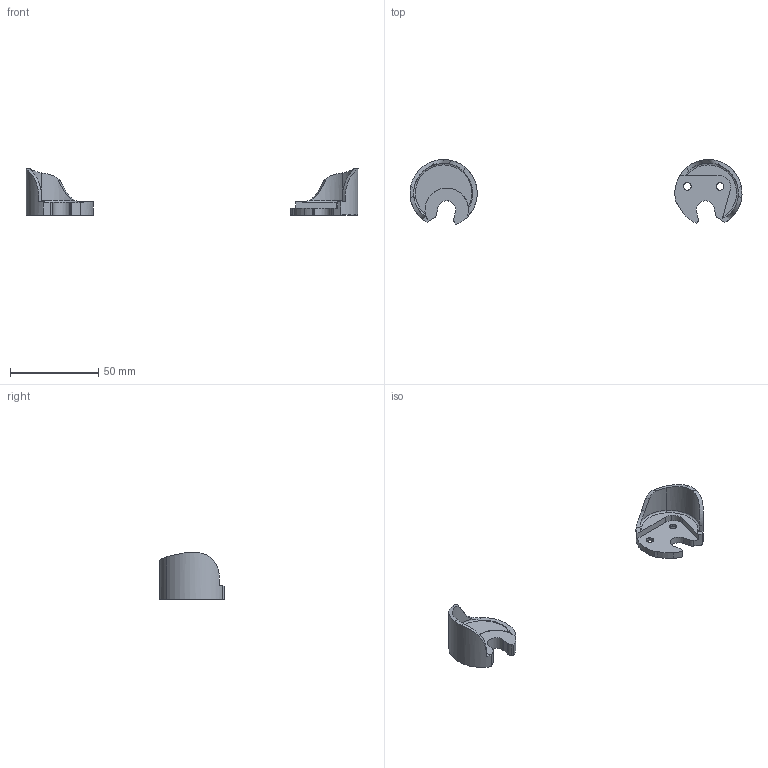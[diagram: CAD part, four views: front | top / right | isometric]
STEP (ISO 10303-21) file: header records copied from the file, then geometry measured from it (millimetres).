
FILE_DESCRIPTION (( 'STEP AP214' ), '1' );
FILE_NAME ('DR0004RL.STEP', '2018-04-26T17:32:57', ( 'Accounting' ), ( 'Microsoft' ), 'SwSTEP 2.0', 'SolidWorks 2018', '' );
FILE_SCHEMA (( 'AUTOMOTIVE_DESIGN' ));
Length unit declared in the file: millimetre
Products named in the file (3): DR0004L; DR0004R; DR0004RL
Assembly tree (2 placements, depth 2):
  DR0004RL
    DR0004R
    DR0004L
Bounding box: 188.07 x 36.8 x 26.42 mm (x, y, z)
Volume: 13784.3 mm3; surface area: 9544.5 mm2
Topology: 2 solids, 2 shells, 77 faces, 209 edges, 137 vertices
Faces by surface type: cylinder 38, plane 29, torus 6, cone 4
Entity records: 2783 total; most frequent: CARTESIAN_POINT 717, DIRECTION 426, ORIENTED_EDGE 418, EDGE_CURVE 209, AXIS2_PLACEMENT_3D 168, VERTEX_POINT 137, LINE 90, VECTOR 90
